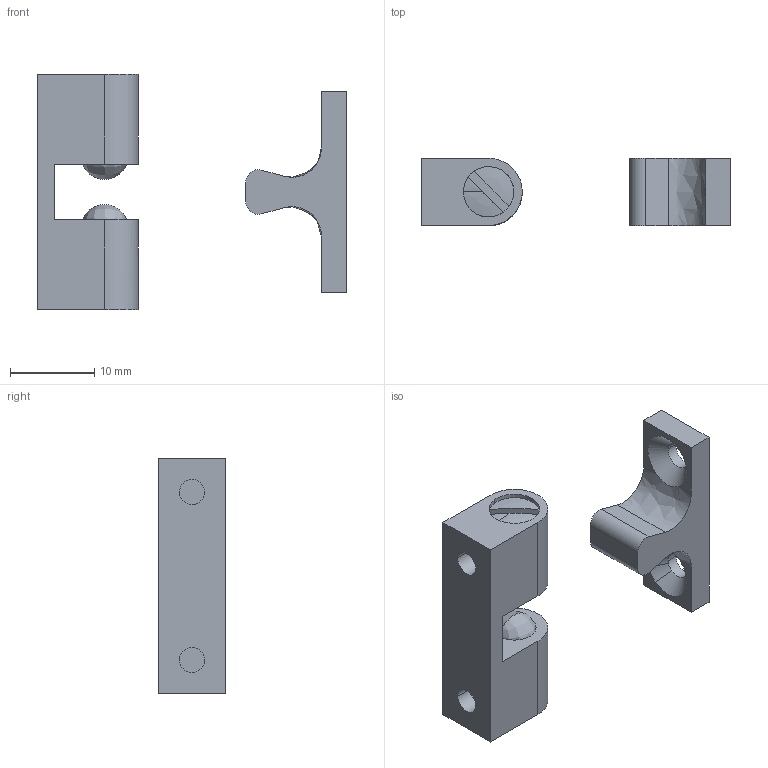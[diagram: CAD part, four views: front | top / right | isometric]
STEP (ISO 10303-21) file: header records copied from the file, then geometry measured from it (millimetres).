
FILE_DESCRIPTION((''),'2;1');
FILE_NAME('','2005-07-15T17:07:56',(''),(''),'','CADfix','');
FILE_SCHEMA(('AUTOMOTIVE_DESIGN'));
Length unit declared in the file: millimetre
Products named in the file (5): screw; ball; keeper; housing; TL_60_2_15743_36
Assembly tree (6 placements, depth 2):
  TL_60_2_15743_36
    screw  x2
    ball  x2
    keeper
    housing
Bounding box: 36.8 x 8 x 28 mm (x, y, z)
Volume: 2741.4 mm3; surface area: 3030.1 mm2
Topology: 6 solids, 6 shells, 68 faces, 196 edges, 144 vertices
Faces by surface type: bspline 68
Entity records: 2414 total; most frequent: CARTESIAN_POINT 1319, ORIENTED_EDGE 342, EDGE_CURVE 171, VERTEX_POINT 126, QUASI_UNIFORM_CURVE 74, EDGE_LOOP 69, FACE_OUTER_BOUND 57, ADVANCED_FACE 57
